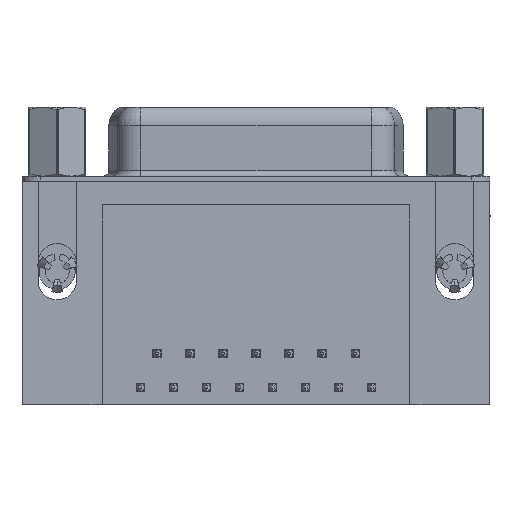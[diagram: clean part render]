
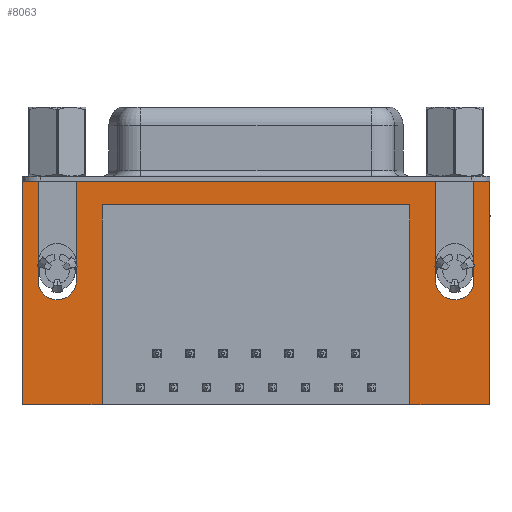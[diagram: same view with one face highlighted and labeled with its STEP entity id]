
A CAD part, front view. The second image highlights one B-rep face of the part: STEP entity #8063.
In plain terms, the highlighted planar face has unit normal (0, -1, 0).
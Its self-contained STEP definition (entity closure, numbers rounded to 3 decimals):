
#12 = VERTEX_POINT ( 'NONE', #15783 ) ;
#106 = LINE ( 'NONE', #11424, #29860 ) ;
#113 = ORIENTED_EDGE ( 'NONE', *, *, #25803, .F. ) ;
#206 = CARTESIAN_POINT ( 'NONE',  ( -2.935, -6.275, 0. ) ) ;
#436 = LINE ( 'NONE', #17240, #491 ) ;
#478 = VERTEX_POINT ( 'NONE', #6027 ) ;
#491 = VECTOR ( 'NONE', #541, 1000. ) ;
#503 = DIRECTION ( 'NONE',  ( 0., 0., 1. ) ) ;
#541 = DIRECTION ( 'NONE',  ( 1., 0., 0. ) ) ;
#820 = DIRECTION ( 'NONE',  ( -1., 0., 0. ) ) ;
#893 = VERTEX_POINT ( 'NONE', #206 ) ;
#1756 = CARTESIAN_POINT ( 'NONE',  ( 3.765, -6.275, -2. ) ) ;
#2194 = DIRECTION ( 'NONE',  ( 1., 0., 0. ) ) ;
#2224 = DIRECTION ( 'NONE',  ( -1., 0., 0. ) ) ;
#2293 = CARTESIAN_POINT ( 'NONE',  ( -2.935, -6.275, 0. ) ) ;
#2667 = CARTESIAN_POINT ( 'NONE',  ( 1.6, -6.275, 0. ) ) ;
#3291 = CARTESIAN_POINT ( 'NONE',  ( 36.255, -6.275, -18.76 ) ) ;
#3539 = DIRECTION ( 'NONE',  ( -1., 0., 0. ) ) ;
#3963 = VERTEX_POINT ( 'NONE', #20749 ) ;
#4054 = DIRECTION ( 'NONE',  ( 0., 0., -1. ) ) ;
#4979 = EDGE_CURVE ( 'NONE', #3963, #16829, #10564, .T. ) ;
#5477 = ORIENTED_EDGE ( 'NONE', *, *, #27932, .F. ) ;
#5617 = DIRECTION ( 'NONE',  ( 0., 0., -1. ) ) ;
#5644 = DIRECTION ( 'NONE',  ( 0., -1., 0. ) ) ;
#6027 = CARTESIAN_POINT ( 'NONE',  ( 34.92, -6.275, -8.35 ) ) ;
#6050 = CARTESIAN_POINT ( 'NONE',  ( 29.555, -6.275, -2. ) ) ;
#6098 = PLANE ( 'NONE',  #16079 ) ;
#6618 = EDGE_CURVE ( 'NONE', #12, #9406, #436, .T. ) ;
#6721 = CARTESIAN_POINT ( 'NONE',  ( -2.935, -6.275, -2.5 ) ) ;
#7161 = VECTOR ( 'NONE', #21252, 1000. ) ;
#7183 = CARTESIAN_POINT ( 'NONE',  ( 3.765, -6.275, -18.76 ) ) ;
#7199 = LINE ( 'NONE', #7260, #7273 ) ;
#7225 = LINE ( 'NONE', #2667, #7161 ) ;
#7260 = CARTESIAN_POINT ( 'NONE',  ( -2.935, -6.275, 0. ) ) ;
#7273 = VECTOR ( 'NONE', #23429, 1000. ) ;
#7462 = CARTESIAN_POINT ( 'NONE',  ( 34.92, -6.275, 0. ) ) ;
#7960 = CARTESIAN_POINT ( 'NONE',  ( 3.765, -6.275, -2. ) ) ;
#8008 = CARTESIAN_POINT ( 'NONE',  ( 36.255, -6.275, -2.5 ) ) ;
#8063 = ADVANCED_FACE ( 'NONE', ( #22901 ), #6098, .T. ) ;
#8114 = LINE ( 'NONE', #16188, #8326 ) ;
#8187 = EDGE_CURVE ( 'NONE', #893, #27475, #22671, .T. ) ;
#8326 = VECTOR ( 'NONE', #18361, 1000. ) ;
#8961 = CARTESIAN_POINT ( 'NONE',  ( -2.935, -6.275, -2.5 ) ) ;
#9133 = DIRECTION ( 'NONE',  ( 0., -1., 0. ) ) ;
#9300 = CARTESIAN_POINT ( 'NONE',  ( 29.555, -6.275, -2. ) ) ;
#9406 = VERTEX_POINT ( 'NONE', #10329 ) ;
#9804 = CARTESIAN_POINT ( 'NONE',  ( 36.255, -6.275, 0. ) ) ;
#10329 = CARTESIAN_POINT ( 'NONE',  ( 31.72, -6.275, 0. ) ) ;
#10360 = DIRECTION ( 'NONE',  ( 0., 0., 1. ) ) ;
#10564 = CIRCLE ( 'NONE', #10933, 1.6 ) ;
#10933 = AXIS2_PLACEMENT_3D ( 'NONE', #22342, #21032, #18433 ) ;
#11277 = DIRECTION ( 'NONE',  ( 0., 0., 1. ) ) ;
#11424 = CARTESIAN_POINT ( 'NONE',  ( -1.6, -6.275, 0. ) ) ;
#11589 = VECTOR ( 'NONE', #10360, 1000. ) ;
#11627 = LINE ( 'NONE', #8008, #11589 ) ;
#11672 = CARTESIAN_POINT ( 'NONE',  ( 29.555, -6.275, -18.76 ) ) ;
#12102 = ORIENTED_EDGE ( 'NONE', *, *, #26934, .F. ) ;
#12680 = ORIENTED_EDGE ( 'NONE', *, *, #28239, .F. ) ;
#12961 = CARTESIAN_POINT ( 'NONE',  ( 3.765, -6.275, -2. ) ) ;
#14590 = CIRCLE ( 'NONE', #24147, 1.6 ) ;
#14754 = VERTEX_POINT ( 'NONE', #17277 ) ;
#15783 = CARTESIAN_POINT ( 'NONE',  ( 1.6, -6.275, 0. ) ) ;
#15935 = DIRECTION ( 'NONE',  ( 0., 0., -1. ) ) ;
#15939 = VERTEX_POINT ( 'NONE', #3291 ) ;
#16079 = AXIS2_PLACEMENT_3D ( 'NONE', #6721, #5644, #5617 ) ;
#16188 = CARTESIAN_POINT ( 'NONE',  ( 31.72, -6.275, 0. ) ) ;
#16829 = VERTEX_POINT ( 'NONE', #20419 ) ;
#16874 = VERTEX_POINT ( 'NONE', #9300 ) ;
#17240 = CARTESIAN_POINT ( 'NONE',  ( -2.935, -6.275, 0. ) ) ;
#17245 = ORIENTED_EDGE ( 'NONE', *, *, #4979, .F. ) ;
#17277 = CARTESIAN_POINT ( 'NONE',  ( 31.72, -6.275, -8.35 ) ) ;
#17538 = EDGE_LOOP ( 'NONE', ( #23247, #21483, #20633, #19721, #113, #17245, #12102, #26781, #17796, #21508, #5477, #12680, #19054, #22478, #26378, #19299 ) ) ;
#17608 = EDGE_CURVE ( 'NONE', #21066, #893, #18406, .T. ) ;
#17796 = ORIENTED_EDGE ( 'NONE', *, *, #17608, .F. ) ;
#18233 = VECTOR ( 'NONE', #11277, 1000. ) ;
#18361 = DIRECTION ( 'NONE',  ( 0., 0., -1. ) ) ;
#18387 = VECTOR ( 'NONE', #3539, 1000. ) ;
#18406 = LINE ( 'NONE', #8961, #18233 ) ;
#18414 = LINE ( 'NONE', #21983, #18387 ) ;
#18433 = DIRECTION ( 'NONE',  ( 1., 0., 0. ) ) ;
#18488 = CARTESIAN_POINT ( 'NONE',  ( 36.255, -6.275, -18.76 ) ) ;
#19016 = CARTESIAN_POINT ( 'NONE',  ( 34.92, -6.275, 0. ) ) ;
#19041 = EDGE_CURVE ( 'NONE', #15939, #21800, #11627, .T. ) ;
#19054 = ORIENTED_EDGE ( 'NONE', *, *, #28447, .F. ) ;
#19299 = ORIENTED_EDGE ( 'NONE', *, *, #20287, .F. ) ;
#19721 = ORIENTED_EDGE ( 'NONE', *, *, #6618, .F. ) ;
#20287 = EDGE_CURVE ( 'NONE', #25863, #21800, #7199, .T. ) ;
#20419 = CARTESIAN_POINT ( 'NONE',  ( 1.6, -6.275, -8.35 ) ) ;
#20633 = ORIENTED_EDGE ( 'NONE', *, *, #25674, .F. ) ;
#20749 = CARTESIAN_POINT ( 'NONE',  ( -1.6, -6.275, -8.35 ) ) ;
#21032 = DIRECTION ( 'NONE',  ( 0., -1., 0. ) ) ;
#21066 = VERTEX_POINT ( 'NONE', #23596 ) ;
#21252 = DIRECTION ( 'NONE',  ( 0., 0., 1. ) ) ;
#21483 = ORIENTED_EDGE ( 'NONE', *, *, #24440, .F. ) ;
#21508 = ORIENTED_EDGE ( 'NONE', *, *, #27364, .F. ) ;
#21800 = VERTEX_POINT ( 'NONE', #9804 ) ;
#21983 = CARTESIAN_POINT ( 'NONE',  ( 36.255, -6.275, -18.76 ) ) ;
#22342 = CARTESIAN_POINT ( 'NONE',  ( 0., -6.275, -8.35 ) ) ;
#22463 = VECTOR ( 'NONE', #2194, 1000. ) ;
#22478 = ORIENTED_EDGE ( 'NONE', *, *, #29734, .F. ) ;
#22671 = LINE ( 'NONE', #2293, #22463 ) ;
#22688 = VERTEX_POINT ( 'NONE', #12961 ) ;
#22868 = CARTESIAN_POINT ( 'NONE',  ( 33.32, -6.275, -8.35 ) ) ;
#22901 = FACE_OUTER_BOUND ( 'NONE', #17538, .T. ) ;
#23074 = EDGE_CURVE ( 'NONE', #478, #25863, #24278, .T. ) ;
#23247 = ORIENTED_EDGE ( 'NONE', *, *, #23074, .F. ) ;
#23358 = VECTOR ( 'NONE', #24638, 1000. ) ;
#23416 = LINE ( 'NONE', #6050, #23358 ) ;
#23429 = DIRECTION ( 'NONE',  ( 1., 0., 0. ) ) ;
#23484 = VERTEX_POINT ( 'NONE', #7183 ) ;
#23596 = CARTESIAN_POINT ( 'NONE',  ( -2.935, -6.275, -18.76 ) ) ;
#24059 = VECTOR ( 'NONE', #503, 1000. ) ;
#24147 = AXIS2_PLACEMENT_3D ( 'NONE', #22868, #9133, #25210 ) ;
#24190 = LINE ( 'NONE', #7960, #24316 ) ;
#24278 = LINE ( 'NONE', #19016, #24059 ) ;
#24316 = VECTOR ( 'NONE', #820, 1000. ) ;
#24440 = EDGE_CURVE ( 'NONE', #14754, #478, #14590, .T. ) ;
#24638 = DIRECTION ( 'NONE',  ( 0., 0., 1. ) ) ;
#25210 = DIRECTION ( 'NONE',  ( -1., 0., 0. ) ) ;
#25674 = EDGE_CURVE ( 'NONE', #9406, #14754, #8114, .T. ) ;
#25803 = EDGE_CURVE ( 'NONE', #16829, #12, #7225, .T. ) ;
#25863 = VERTEX_POINT ( 'NONE', #7462 ) ;
#25969 = LINE ( 'NONE', #1756, #26115 ) ;
#26115 = VECTOR ( 'NONE', #4054, 1000. ) ;
#26378 = ORIENTED_EDGE ( 'NONE', *, *, #19041, .T. ) ;
#26781 = ORIENTED_EDGE ( 'NONE', *, *, #8187, .F. ) ;
#26934 = EDGE_CURVE ( 'NONE', #27475, #3963, #106, .T. ) ;
#27364 = EDGE_CURVE ( 'NONE', #23484, #21066, #28342, .T. ) ;
#27475 = VERTEX_POINT ( 'NONE', #27970 ) ;
#27932 = EDGE_CURVE ( 'NONE', #22688, #23484, #25969, .T. ) ;
#27970 = CARTESIAN_POINT ( 'NONE',  ( -1.6, -6.275, 0. ) ) ;
#28191 = VECTOR ( 'NONE', #2224, 1000. ) ;
#28239 = EDGE_CURVE ( 'NONE', #16874, #22688, #24190, .T. ) ;
#28342 = LINE ( 'NONE', #18488, #28191 ) ;
#28447 = EDGE_CURVE ( 'NONE', #28657, #16874, #23416, .T. ) ;
#28657 = VERTEX_POINT ( 'NONE', #11672 ) ;
#29734 = EDGE_CURVE ( 'NONE', #15939, #28657, #18414, .T. ) ;
#29860 = VECTOR ( 'NONE', #15935, 1000. ) ;
